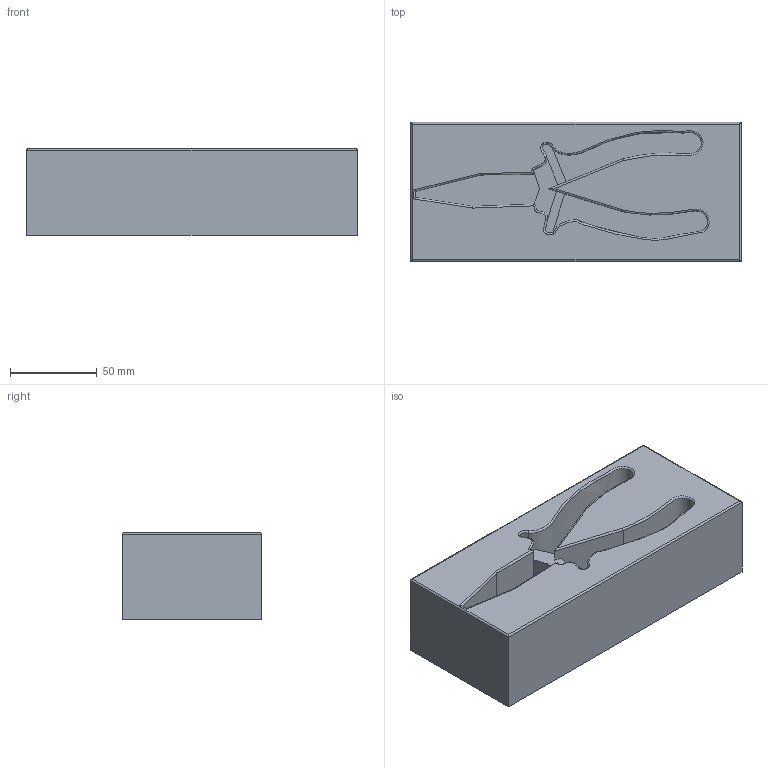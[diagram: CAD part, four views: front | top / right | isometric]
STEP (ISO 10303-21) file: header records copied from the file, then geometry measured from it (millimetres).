
FILE_DESCRIPTION(/* description */ (''),/* implementation_level */ '2;1');
FILE_NAME(/* name */ '5c4319a3-29e5-4a2c-9955-2c14ac4d9de7.step',/* time_stamp */ '2024-06-28T10:20:12Z',/* author */ (''),/* organization */ (''),/* preprocessor_version */ 'ST-DEVELOPER v20',/* originating_system */ 'Autodesk Translation Framework v13.14.0.145',/* authorisation */ '');
FILE_SCHEMA (('AUTOMOTIVE_DESIGN { 1 0 10303 214 3 1 1 }'));
Length unit declared in the file: millimetre
Products named in the file (1): Organizer for needle nose plier
Bounding box: 190 x 80 x 50 mm (x, y, z)
Volume: 689050.5 mm3; surface area: 71253.1 mm2
Topology: 1 solids, 1 shells, 50 faces, 117 edges, 70 vertices
Faces by surface type: plane 26, cylinder 12, bspline 12
Entity records: 3632 total; most frequent: CARTESIAN_POINT 2546, ORIENTED_EDGE 234, DIRECTION 187, EDGE_CURVE 117, LINE 81, VECTOR 81, VERTEX_POINT 70, AXIS2_PLACEMENT_3D 53
